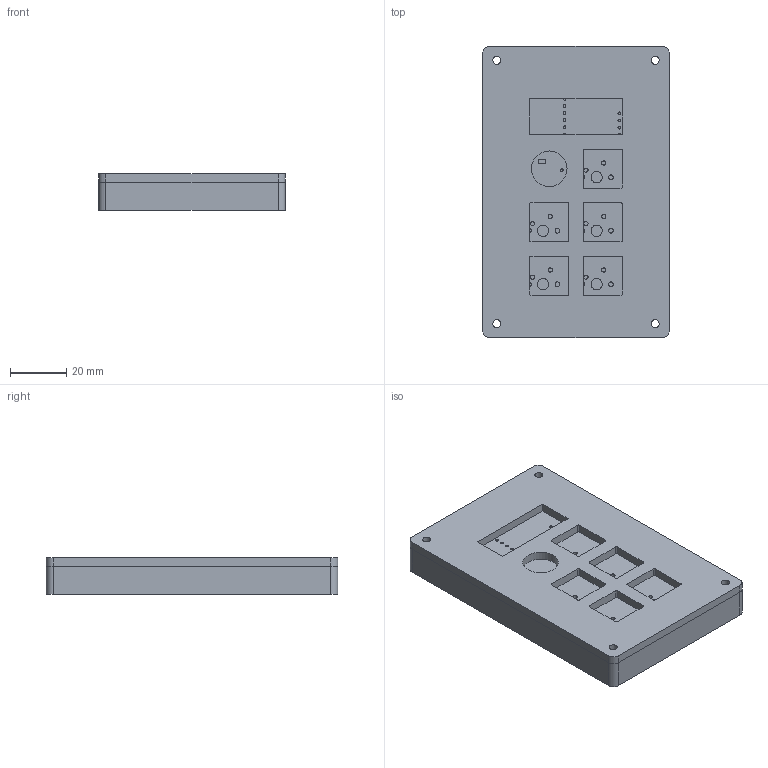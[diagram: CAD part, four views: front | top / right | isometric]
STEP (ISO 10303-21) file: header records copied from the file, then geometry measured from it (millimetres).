
FILE_DESCRIPTION(/* description */ ('STEP AP242','CAx-IF Rec.Pracs.---Representation and Presentation of Product Manufacturing Information (PMI)---4.0---2014-10-13','CAx-IF Rec.Pracs.---3D Tessellated Geometry---0.4---2014-09-14','2;1'),/* implementation_level */ '2;1');
FILE_NAME(/* name */ '671720bcf767923af95a96d0',/* time_stamp */ '2024-10-22T03:49:17Z',/* author */ (''),/* organization */ (''),/* preprocessor_version */ 'ST-DEVELOPER v20',/* originating_system */ ' ',/* authorisation */ ' ');
FILE_SCHEMA (('AP242_MANAGED_MODEL_BASED_3D_ENGINEERING_MIM_LF { 1 0 10303 442 1 1 4 }'));
Length unit declared in the file: metre
Products named in the file (4): Assembly 1; Part 2; hackpad_electronics_PCB; Part 1
Assembly tree (3 placements, depth 2):
  Assembly 1
    Part 2
    hackpad_electronics_PCB
    Part 1
Bounding box: 66.36 x 103.82 x 13 mm (x, y, z)
Volume: 62175.3 mm3; surface area: 40469 mm2
Topology: 3 solids, 3 shells, 145 faces, 417 edges, 278 vertices
Faces by surface type: cylinder 91, plane 54
Full cylindrical faces by diameter (mm): 1 x23, 1.5 x10, 1.7 x10, 2.9 x8, 4 x5, 12.7 x1
Entity records: 4902 total; most frequent: DIRECTION 840, CARTESIAN_POINT 787, ORIENTED_EDGE 720, EDGE_CURVE 360, EDGE_LOOP 332, FACE_BOUND 332, AXIS2_PLACEMENT_3D 331, VERTEX_POINT 278
